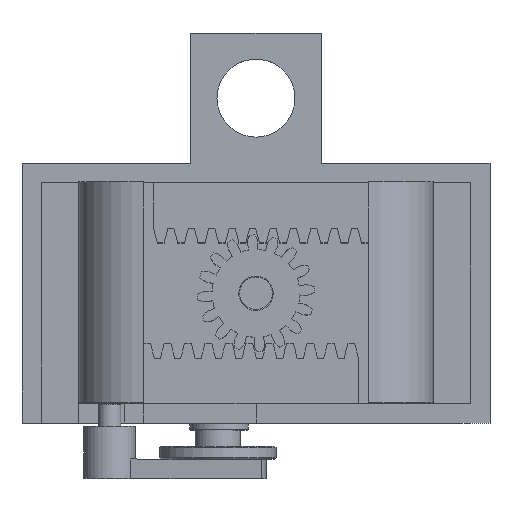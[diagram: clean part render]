
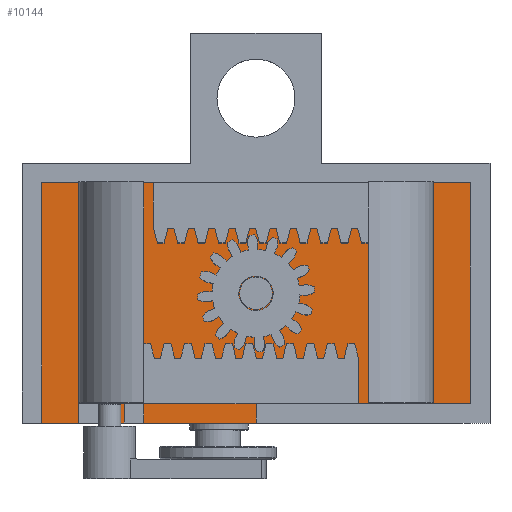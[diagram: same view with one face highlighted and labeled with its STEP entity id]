
A CAD part, top view. The second image highlights one B-rep face of the part: STEP entity #10144.
In plain terms, the highlighted planar face has unit normal (0, 0, 1).
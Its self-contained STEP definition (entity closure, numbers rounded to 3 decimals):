
#299=FACE_BOUND('',#1667,.T.);
#636=PLANE('',#10891);
#1095=FACE_OUTER_BOUND('',#1666,.T.);
#1666=EDGE_LOOP('',(#8962,#8963,#8964,#8965,#8966,#8967,#8968,#8969,#8970,
#8971,#8972,#8973,#8974,#8975,#8976,#8977,#8978,#8979,#8980,#8981,#8982,
#8983,#8984,#8985,#8986,#8987));
#1667=EDGE_LOOP('',(#8988));
#2571=LINE('',#47619,#3652);
#2585=LINE('',#47649,#3666);
#2616=LINE('',#47712,#3697);
#2622=LINE('',#47729,#3703);
#2635=LINE('',#47764,#3716);
#2636=LINE('',#47766,#3717);
#2638=LINE('',#47772,#3719);
#2710=LINE('',#47934,#3791);
#2712=LINE('',#47939,#3793);
#2713=LINE('',#47941,#3794);
#2714=LINE('',#47943,#3795);
#2715=LINE('',#47945,#3796);
#2716=LINE('',#47947,#3797);
#2717=LINE('',#47949,#3798);
#2718=LINE('',#47951,#3799);
#2719=LINE('',#47953,#3800);
#2720=LINE('',#47955,#3801);
#2721=LINE('',#47957,#3802);
#2722=LINE('',#47958,#3803);
#2723=LINE('',#47960,#3804);
#2724=LINE('',#47962,#3805);
#2725=LINE('',#47964,#3806);
#2726=LINE('',#47966,#3807);
#2727=LINE('',#47968,#3808);
#2728=LINE('',#47969,#3809);
#2729=LINE('',#47970,#3810);
#3652=VECTOR('',#12837,10.);
#3666=VECTOR('',#12857,10.);
#3697=VECTOR('',#12902,10.);
#3703=VECTOR('',#12916,10.);
#3716=VECTOR('',#12945,10.);
#3717=VECTOR('',#12948,10.);
#3719=VECTOR('',#12952,10.);
#3791=VECTOR('',#13090,10.);
#3793=VECTOR('',#13096,10.);
#3794=VECTOR('',#13097,10.);
#3795=VECTOR('',#13098,10.);
#3796=VECTOR('',#13099,10.);
#3797=VECTOR('',#13100,10.);
#3798=VECTOR('',#13101,10.);
#3799=VECTOR('',#13102,10.);
#3800=VECTOR('',#13103,10.);
#3801=VECTOR('',#13104,10.);
#3802=VECTOR('',#13105,10.);
#3803=VECTOR('',#13106,10.);
#3804=VECTOR('',#13107,10.);
#3805=VECTOR('',#13108,10.);
#3806=VECTOR('',#13109,10.);
#3807=VECTOR('',#13110,10.);
#3808=VECTOR('',#13111,10.);
#3809=VECTOR('',#13112,10.);
#3810=VECTOR('',#13113,10.);
#4150=CIRCLE('',#10892,2.4);
#4925=VERTEX_POINT('',#47617);
#4926=VERTEX_POINT('',#47618);
#4938=VERTEX_POINT('',#47647);
#4939=VERTEX_POINT('',#47648);
#4964=VERTEX_POINT('',#47711);
#4971=VERTEX_POINT('',#47727);
#4984=VERTEX_POINT('',#47761);
#4985=VERTEX_POINT('',#47763);
#4987=VERTEX_POINT('',#47769);
#4988=VERTEX_POINT('',#47771);
#5044=VERTEX_POINT('',#47931);
#5045=VERTEX_POINT('',#47933);
#5047=VERTEX_POINT('',#47940);
#5048=VERTEX_POINT('',#47942);
#5049=VERTEX_POINT('',#47944);
#5050=VERTEX_POINT('',#47946);
#5051=VERTEX_POINT('',#47948);
#5052=VERTEX_POINT('',#47950);
#5053=VERTEX_POINT('',#47952);
#5054=VERTEX_POINT('',#47954);
#5055=VERTEX_POINT('',#47956);
#5056=VERTEX_POINT('',#47959);
#5057=VERTEX_POINT('',#47961);
#5058=VERTEX_POINT('',#47963);
#5059=VERTEX_POINT('',#47965);
#5060=VERTEX_POINT('',#47967);
#5061=VERTEX_POINT('',#47971);
#6243=EDGE_CURVE('',#4925,#4926,#2571,.T.);
#6257=EDGE_CURVE('',#4938,#4939,#2585,.T.);
#6290=EDGE_CURVE('',#4925,#4964,#2616,.T.);
#6300=EDGE_CURVE('',#4971,#4939,#2622,.T.);
#6318=EDGE_CURVE('',#4984,#4985,#2635,.T.);
#6320=EDGE_CURVE('',#4926,#4938,#2636,.T.);
#6323=EDGE_CURVE('',#4987,#4988,#2638,.T.);
#6405=EDGE_CURVE('',#5044,#5045,#2710,.T.);
#6408=EDGE_CURVE('',#4985,#4971,#2712,.T.);
#6409=EDGE_CURVE('',#5047,#4984,#2713,.T.);
#6410=EDGE_CURVE('',#5048,#5047,#2714,.T.);
#6411=EDGE_CURVE('',#5049,#5048,#2715,.T.);
#6412=EDGE_CURVE('',#5050,#5049,#2716,.T.);
#6413=EDGE_CURVE('',#5051,#5050,#2717,.T.);
#6414=EDGE_CURVE('',#5052,#5051,#2718,.T.);
#6415=EDGE_CURVE('',#5053,#5052,#2719,.T.);
#6416=EDGE_CURVE('',#5054,#5053,#2720,.T.);
#6417=EDGE_CURVE('',#5055,#5054,#2721,.T.);
#6418=EDGE_CURVE('',#5045,#5055,#2722,.T.);
#6419=EDGE_CURVE('',#5056,#5044,#2723,.T.);
#6420=EDGE_CURVE('',#5057,#5056,#2724,.T.);
#6421=EDGE_CURVE('',#5058,#5057,#2725,.T.);
#6422=EDGE_CURVE('',#5059,#5058,#2726,.T.);
#6423=EDGE_CURVE('',#5060,#5059,#2727,.T.);
#6424=EDGE_CURVE('',#4988,#5060,#2728,.T.);
#6425=EDGE_CURVE('',#4964,#4987,#2729,.T.);
#6426=EDGE_CURVE('',#5061,#5061,#4150,.T.);
#8962=ORIENTED_EDGE('',*,*,#6257,.T.);
#8963=ORIENTED_EDGE('',*,*,#6300,.F.);
#8964=ORIENTED_EDGE('',*,*,#6408,.F.);
#8965=ORIENTED_EDGE('',*,*,#6318,.F.);
#8966=ORIENTED_EDGE('',*,*,#6409,.F.);
#8967=ORIENTED_EDGE('',*,*,#6410,.F.);
#8968=ORIENTED_EDGE('',*,*,#6411,.F.);
#8969=ORIENTED_EDGE('',*,*,#6412,.F.);
#8970=ORIENTED_EDGE('',*,*,#6413,.F.);
#8971=ORIENTED_EDGE('',*,*,#6414,.F.);
#8972=ORIENTED_EDGE('',*,*,#6415,.F.);
#8973=ORIENTED_EDGE('',*,*,#6416,.F.);
#8974=ORIENTED_EDGE('',*,*,#6417,.F.);
#8975=ORIENTED_EDGE('',*,*,#6418,.F.);
#8976=ORIENTED_EDGE('',*,*,#6405,.F.);
#8977=ORIENTED_EDGE('',*,*,#6419,.F.);
#8978=ORIENTED_EDGE('',*,*,#6420,.F.);
#8979=ORIENTED_EDGE('',*,*,#6421,.F.);
#8980=ORIENTED_EDGE('',*,*,#6422,.F.);
#8981=ORIENTED_EDGE('',*,*,#6423,.F.);
#8982=ORIENTED_EDGE('',*,*,#6424,.F.);
#8983=ORIENTED_EDGE('',*,*,#6323,.F.);
#8984=ORIENTED_EDGE('',*,*,#6425,.F.);
#8985=ORIENTED_EDGE('',*,*,#6290,.F.);
#8986=ORIENTED_EDGE('',*,*,#6243,.T.);
#8987=ORIENTED_EDGE('',*,*,#6320,.T.);
#8988=ORIENTED_EDGE('',*,*,#6426,.T.);
#10144=ADVANCED_FACE('',(#1095,#299),#636,.F.);
#10891=AXIS2_PLACEMENT_3D('',#47938,#13094,#13095);
#10892=AXIS2_PLACEMENT_3D('',#47972,#13114,#13115);
#12837=DIRECTION('',(0.,-1.,0.));
#12857=DIRECTION('',(0.,1.,0.));
#12902=DIRECTION('',(1.,0.,0.));
#12916=DIRECTION('',(1.,0.,0.));
#12945=DIRECTION('',(1.,0.,0.));
#12948=DIRECTION('',(-1.,0.,0.));
#12952=DIRECTION('',(1.,0.,0.));
#13090=DIRECTION('',(0.,-1.,0.));
#13094=DIRECTION('center_axis',(0.,0.,-1.));
#13095=DIRECTION('ref_axis',(-1.,0.,0.));
#13096=DIRECTION('',(0.,1.,0.));
#13097=DIRECTION('',(0.,1.,0.));
#13098=DIRECTION('',(1.,0.,0.));
#13099=DIRECTION('',(0.,1.,0.));
#13100=DIRECTION('',(-1.,0.,0.));
#13101=DIRECTION('',(0.,1.,0.));
#13102=DIRECTION('',(-1.,0.,0.));
#13103=DIRECTION('',(0.,-1.,0.));
#13104=DIRECTION('',(-1.,0.,0.));
#13105=DIRECTION('',(0.,1.,0.));
#13106=DIRECTION('',(-1.,0.,0.));
#13107=DIRECTION('',(-1.,0.,0.));
#13108=DIRECTION('',(0.,-1.,0.));
#13109=DIRECTION('',(-1.,0.,0.));
#13110=DIRECTION('',(0.,-1.,0.));
#13111=DIRECTION('',(1.,0.,0.));
#13112=DIRECTION('',(0.,-1.,0.));
#13113=DIRECTION('',(0.,-1.,0.));
#13114=DIRECTION('center_axis',(0.,0.,-1.));
#13115=DIRECTION('ref_axis',(-1.,0.,0.));
#47617=CARTESIAN_POINT('',(10.,20.,3.));
#47618=CARTESIAN_POINT('',(10.,17.,3.));
#47619=CARTESIAN_POINT('',(10.,10.,3.));
#47647=CARTESIAN_POINT('',(-10.,17.,3.));
#47648=CARTESIAN_POINT('',(-10.,20.,3.));
#47649=CARTESIAN_POINT('',(-10.,10.,3.));
#47711=CARTESIAN_POINT('',(21.471,20.,3.));
#47712=CARTESIAN_POINT('',(4.426,20.,3.));
#47727=CARTESIAN_POINT('',(-21.471,20.,3.));
#47729=CARTESIAN_POINT('',(4.426,20.,3.));
#47761=CARTESIAN_POINT('',(-33.,17.,3.));
#47763=CARTESIAN_POINT('',(-21.471,17.,3.));
#47764=CARTESIAN_POINT('',(33.,17.,3.));
#47766=CARTESIAN_POINT('',(0.,17.,3.));
#47769=CARTESIAN_POINT('',(21.471,17.,3.));
#47771=CARTESIAN_POINT('',(33.,17.,3.));
#47772=CARTESIAN_POINT('',(33.,17.,3.));
#47931=CARTESIAN_POINT('',(26.948,-17.,3.));
#47933=CARTESIAN_POINT('',(26.948,-20.,3.));
#47934=CARTESIAN_POINT('',(26.948,-10.,3.));
#47938=CARTESIAN_POINT('Origin',(0.,0.,3.));
#47939=CARTESIAN_POINT('',(-21.471,10.,3.));
#47940=CARTESIAN_POINT('',(-33.,6.23,3.));
#47941=CARTESIAN_POINT('',(-33.,17.,3.));
#47942=CARTESIAN_POINT('',(-36.,6.23,3.));
#47943=CARTESIAN_POINT('',(-18.,6.23,3.));
#47944=CARTESIAN_POINT('',(-36.,-6.23,3.));
#47945=CARTESIAN_POINT('',(-36.,4.495,3.));
#47946=CARTESIAN_POINT('',(-33.,-6.23,3.));
#47947=CARTESIAN_POINT('',(-18.,-6.23,3.));
#47948=CARTESIAN_POINT('',(-33.,-20.,3.));
#47949=CARTESIAN_POINT('',(-33.,17.,3.));
#47950=CARTESIAN_POINT('',(0.,-20.,3.));
#47951=CARTESIAN_POINT('',(-34.5,-20.,3.));
#47952=CARTESIAN_POINT('',(0.,-17.,3.));
#47953=CARTESIAN_POINT('',(0.,-17.,3.));
#47954=CARTESIAN_POINT('',(9.052,-17.,3.));
#47955=CARTESIAN_POINT('',(-33.,-17.,3.));
#47956=CARTESIAN_POINT('',(9.052,-20.,3.));
#47957=CARTESIAN_POINT('',(9.052,-10.,3.));
#47958=CARTESIAN_POINT('',(-3.101,-20.,3.));
#47959=CARTESIAN_POINT('',(33.,-17.,3.));
#47960=CARTESIAN_POINT('',(-33.,-17.,3.));
#47961=CARTESIAN_POINT('',(33.,-5.763,3.));
#47962=CARTESIAN_POINT('',(33.,-17.,3.));
#47963=CARTESIAN_POINT('',(36.,-5.763,3.));
#47964=CARTESIAN_POINT('',(18.,-5.763,3.));
#47965=CARTESIAN_POINT('',(36.,5.763,3.));
#47966=CARTESIAN_POINT('',(36.,-4.865,3.));
#47967=CARTESIAN_POINT('',(33.,5.763,3.));
#47968=CARTESIAN_POINT('',(18.,5.763,3.));
#47969=CARTESIAN_POINT('',(33.,-17.,3.));
#47970=CARTESIAN_POINT('',(21.471,10.,3.));
#47971=CARTESIAN_POINT('',(2.4,0.,3.));
#47972=CARTESIAN_POINT('Origin',(0.,0.,3.));
